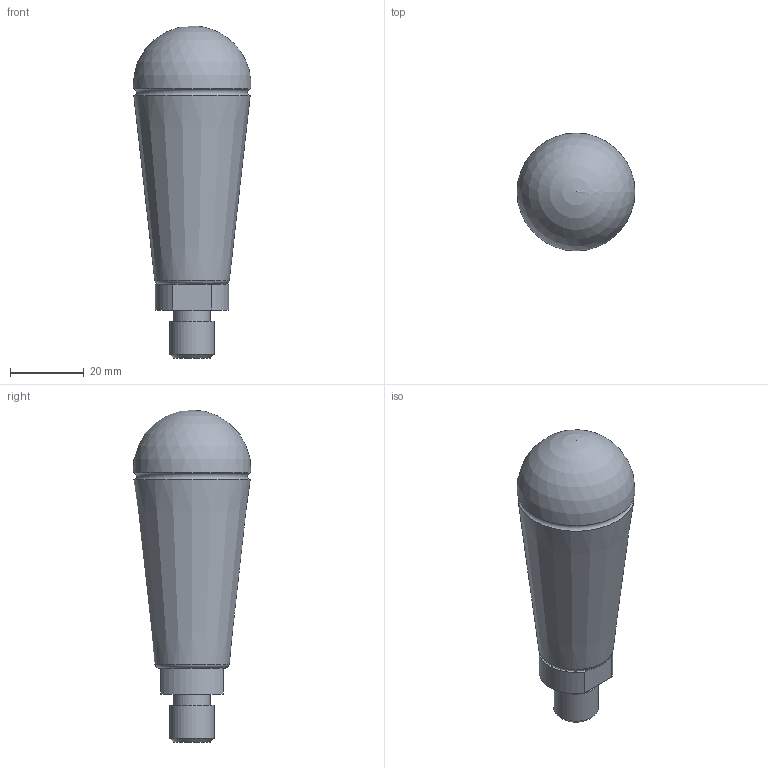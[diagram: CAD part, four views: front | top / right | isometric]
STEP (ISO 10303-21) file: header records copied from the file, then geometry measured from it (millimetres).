
FILE_DESCRIPTION( ( 'Unknown' ), '1' );
FILE_NAME( '6141020_MCGB_32x70.stp', 'Unknown', ( 'Unknown' ), ( 'Unknown' ), 'PSStep 11.0', 'Unknown', ' ' );
FILE_SCHEMA( ( 'AUTOMOTIVE_DESIGN { 1 0 10303 214 1 1 1 1 }' ) );
Length unit declared in the file: millimetre
Products named in the file (1): 8900105
Bounding box: 31.94 x 31.94 x 90 mm (x, y, z)
Volume: 40728.9 mm3; surface area: 9051.1 mm2
Topology: 1 solids, 4 shells, 36 faces, 83 edges, 53 vertices
Faces by surface type: plane 16, cylinder 9, cone 8, torus 2, sphere 1
Full cylindrical faces by diameter (mm): 9 x1, 10 x2, 12 x1, 13.5 x1, 14 x1
Entity records: 1214 total; most frequent: CARTESIAN_POINT 169, DIRECTION 162, ORIENTED_EDGE 124, AXIS2_PLACEMENT_3D 71, EDGE_CURVE 62, EDGE_LOOP 56, VERTEX_POINT 46, FACE_OUTER_BOUND 44
